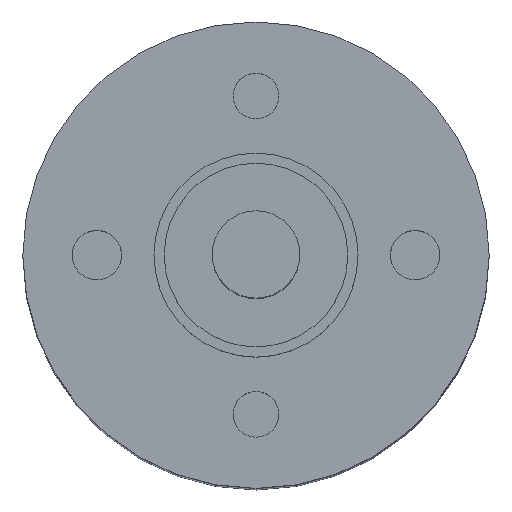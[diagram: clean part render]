
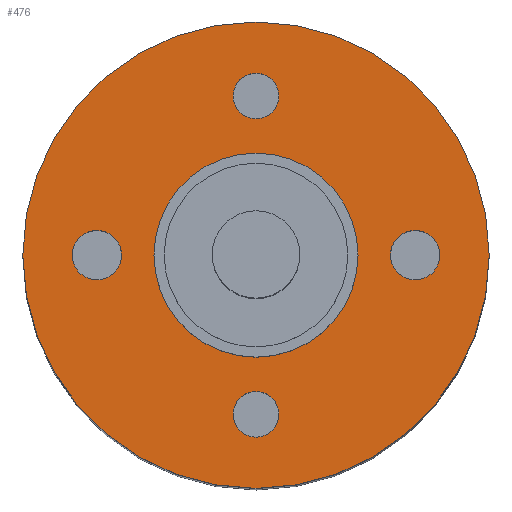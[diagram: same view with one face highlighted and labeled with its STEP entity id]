
A CAD part, top view. The second image highlights one B-rep face of the part: STEP entity #476.
In plain terms, the highlighted planar face has unit normal (0, 0, 1).
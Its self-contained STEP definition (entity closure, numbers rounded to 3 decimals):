
#182=CARTESIAN_POINT('',(0.784,5.46,0.));
#183=VERTEX_POINT('',#182);
#184=CARTESIAN_POINT('',(0.0,5.46,0.));
#185=DIRECTION('',(0.0,0.0,-1.0));
#186=DIRECTION('',(1.0,0.0,0.0));
#187=AXIS2_PLACEMENT_3D('',#184,#185,#186);
#188=CIRCLE('',#187,0.784);
#189=EDGE_CURVE('',#183,#183,#188,.T.);
#219=CARTESIAN_POINT('',(0.784,-5.46,0.));
#220=VERTEX_POINT('',#219);
#221=CARTESIAN_POINT('',(0.0,-5.46,0.));
#222=DIRECTION('',(0.0,0.0,-1.0));
#223=DIRECTION('',(1.0,0.0,0.0));
#224=AXIS2_PLACEMENT_3D('',#221,#222,#223);
#225=CIRCLE('',#224,0.784);
#226=EDGE_CURVE('',#220,#220,#225,.T.);
#256=CARTESIAN_POINT('',(4.613,0.0,0.));
#257=VERTEX_POINT('',#256);
#258=CARTESIAN_POINT('',(5.46,0.0,0.));
#259=DIRECTION('',(0.0,0.0,-1.0));
#260=DIRECTION('',(-1.0,0.0,0.0));
#261=AXIS2_PLACEMENT_3D('',#258,#259,#260);
#262=CIRCLE('',#261,0.847);
#263=EDGE_CURVE('',#257,#257,#262,.T.);
#293=CARTESIAN_POINT('',(-4.613,0.0,0.));
#294=VERTEX_POINT('',#293);
#295=CARTESIAN_POINT('',(-5.46,0.0,0.));
#296=DIRECTION('',(0.0,0.0,-1.0));
#297=DIRECTION('',(1.0,0.0,0.0));
#298=AXIS2_PLACEMENT_3D('',#295,#296,#297);
#299=CIRCLE('',#298,0.847);
#300=EDGE_CURVE('',#294,#294,#299,.T.);
#430=CARTESIAN_POINT('',(0.0,-8.0,0.));
#431=VERTEX_POINT('',#430);
#432=CARTESIAN_POINT('',(0.0,0.0,0.0));
#433=DIRECTION('',(0.0,0.0,1.0));
#434=DIRECTION('',(0.0,-1.0,0.0));
#435=AXIS2_PLACEMENT_3D('',#432,#433,#434);
#436=CIRCLE('',#435,8.0);
#437=EDGE_CURVE('',#431,#431,#436,.T.);
#445=CARTESIAN_POINT('',(0.0,-5.75,0.));
#446=DIRECTION('',(0.0,0.0,1.0));
#447=DIRECTION('',(1.0,0.0,0.0));
#448=AXIS2_PLACEMENT_3D('',#445,#446,#447);
#449=PLANE('',#448);
#450=ORIENTED_EDGE('',*,*,#437,.T.);
#451=EDGE_LOOP('',(#450));
#452=FACE_OUTER_BOUND('',#451,.T.);
#453=ORIENTED_EDGE('',*,*,#189,.T.);
#454=EDGE_LOOP('',(#453));
#455=FACE_BOUND('',#454,.T.);
#456=ORIENTED_EDGE('',*,*,#226,.T.);
#457=EDGE_LOOP('',(#456));
#458=FACE_BOUND('',#457,.T.);
#459=ORIENTED_EDGE('',*,*,#263,.T.);
#460=EDGE_LOOP('',(#459));
#461=FACE_BOUND('',#460,.T.);
#462=ORIENTED_EDGE('',*,*,#300,.T.);
#463=EDGE_LOOP('',(#462));
#464=FACE_BOUND('',#463,.T.);
#465=CARTESIAN_POINT('',(0.0,-3.5,0.0));
#466=VERTEX_POINT('',#465);
#467=CARTESIAN_POINT('',(0.0,0.0,0.0));
#468=DIRECTION('',(0.0,0.0,1.0));
#469=DIRECTION('',(0.0,-1.0,0.0));
#470=AXIS2_PLACEMENT_3D('',#467,#468,#469);
#471=CIRCLE('',#470,3.5);
#472=EDGE_CURVE('',#466,#466,#471,.T.);
#473=ORIENTED_EDGE('',*,*,#472,.F.);
#474=EDGE_LOOP('',(#473));
#475=FACE_BOUND('',#474,.T.);
#476=ADVANCED_FACE('',(#452,#455,#458,#461,#464,#475),#449,.T.);
